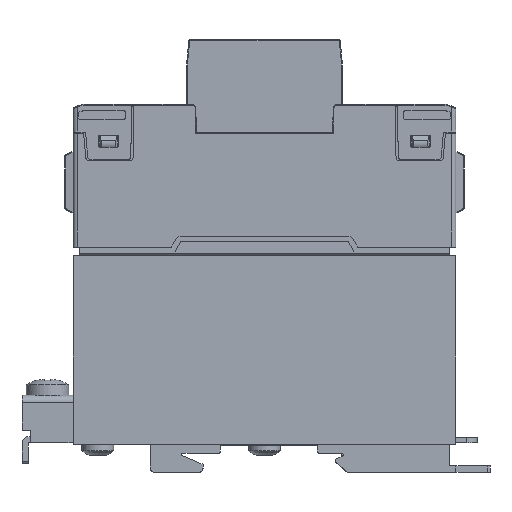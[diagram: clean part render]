
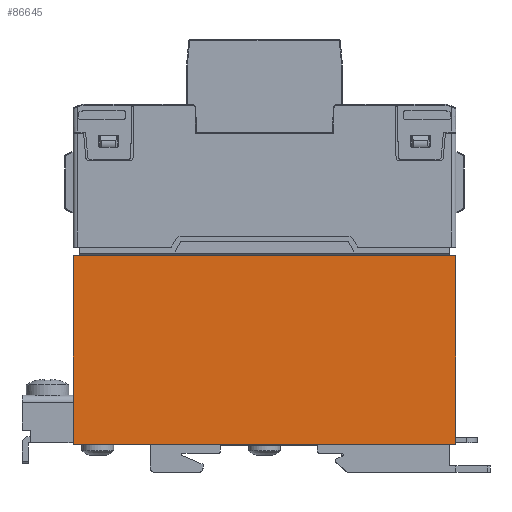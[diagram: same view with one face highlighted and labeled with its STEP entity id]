
A CAD part, left-side view. The second image highlights one B-rep face of the part: STEP entity #86645.
In plain terms, the highlighted planar face has unit normal (-1, 0, 0).
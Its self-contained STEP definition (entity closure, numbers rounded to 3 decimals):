
#85144=CARTESIAN_POINT('',(-26.75,45.,2.1));
#85145=VERTEX_POINT('',#85144);
#85152=CARTESIAN_POINT('',(-26.75,45.,46.4));
#85153=VERTEX_POINT('',#85152);
#85154=CARTESIAN_POINT('',(-26.75,45.,46.4));
#85155=DIRECTION('',(0.0,0.0,-1.0));
#85156=VECTOR('',#85155,44.3);
#85157=LINE('',#85154,#85156);
#85158=EDGE_CURVE('',#85153,#85145,#85157,.T.);
#85416=CARTESIAN_POINT('',(-26.75,-45.,46.4));
#85417=VERTEX_POINT('',#85416);
#85424=CARTESIAN_POINT('',(-26.75,-45.,2.1));
#85425=VERTEX_POINT('',#85424);
#85426=CARTESIAN_POINT('',(-26.75,-45.,46.4));
#85427=DIRECTION('',(0.0,0.0,-1.0));
#85428=VECTOR('',#85427,44.3);
#85429=LINE('',#85426,#85428);
#85430=EDGE_CURVE('',#85417,#85425,#85429,.T.);
#86203=CARTESIAN_POINT('',(-26.75,-45.,2.1));
#86204=DIRECTION('',(0.0,1.0,0.0));
#86205=VECTOR('',#86204,90.);
#86206=LINE('',#86203,#86205);
#86207=EDGE_CURVE('',#85145,#85425,#86206,.F.);
#86629=CARTESIAN_POINT('',(-26.75,-45.,46.4));
#86630=DIRECTION('',(-1.0,0.0,0.0));
#86631=DIRECTION('',(0.0,0.0,1.0));
#86632=AXIS2_PLACEMENT_3D('',#86629,#86630,#86631);
#86633=PLANE('',#86632);
#86634=ORIENTED_EDGE('',*,*,#85430,.F.);
#86635=CARTESIAN_POINT('',(-26.75,-45.,46.4));
#86636=DIRECTION('',(0.0,1.0,0.0));
#86637=VECTOR('',#86636,90.);
#86638=LINE('',#86635,#86637);
#86639=EDGE_CURVE('',#85417,#85153,#86638,.T.);
#86640=ORIENTED_EDGE('',*,*,#86639,.T.);
#86641=ORIENTED_EDGE('',*,*,#85158,.T.);
#86642=ORIENTED_EDGE('',*,*,#86207,.T.);
#86643=EDGE_LOOP('',(#86634,#86640,#86641,#86642));
#86644=FACE_OUTER_BOUND('',#86643,.T.);
#86645=ADVANCED_FACE('',(#86644),#86633,.T.);
